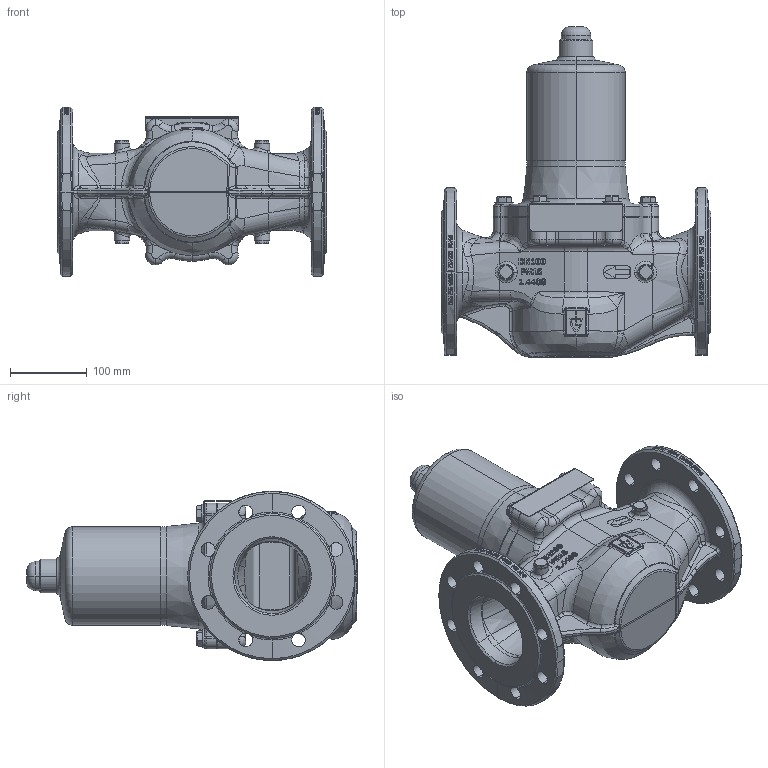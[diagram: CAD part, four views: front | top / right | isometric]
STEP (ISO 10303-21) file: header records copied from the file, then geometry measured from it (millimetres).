
FILE_DESCRIPTION (( 'STEP AP214' ), '1' );
FILE_NAME ('431MGFO_100_FLFL_100100_PN16.STEP', '2019-03-27T08:01:17', ( '' ), ( '' ), 'SwSTEP 2.0', 'SolidWorks 2018', '' );
FILE_SCHEMA (( 'AUTOMOTIVE_DESIGN' ));
Length unit declared in the file: millimetre
Products named in the file (2): 431MGFO_100_FLFL_100100_PN16
Bounding box: 350 x 430.37 x 220 mm (x, y, z)
Volume: 3467903.6 mm3; surface area: 769893.2 mm2
Topology: 20 solids, 20 shells, 2389 faces, 6093 edges, 3824 vertices
Faces by surface type: bspline 812, plane 734, cylinder 448, torus 205, cone 166, sphere 24
Entity records: 152729 total; most frequent: CARTESIAN_POINT 74293, ORIENTED_EDGE 12098, DIRECTION 8790, EDGE_CURVE 6049, VERTEX_POINT 3824, AXIS2_PLACEMENT_3D 3188, EDGE_LOOP 2589, LINE 2414
